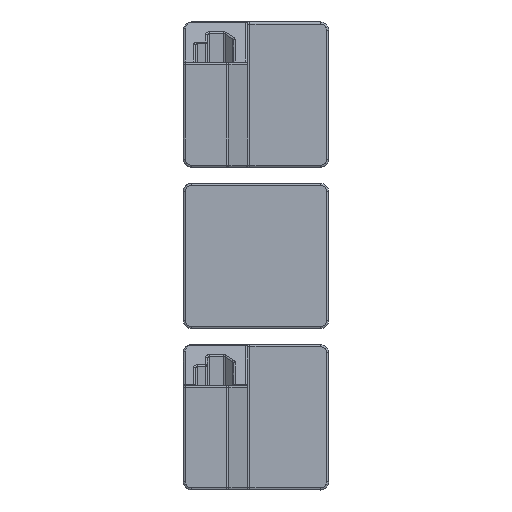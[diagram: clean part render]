
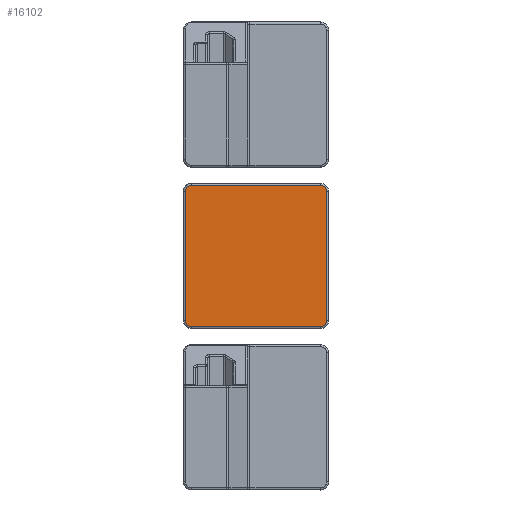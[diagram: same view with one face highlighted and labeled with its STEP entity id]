
A CAD part, left-side view. The second image highlights one B-rep face of the part: STEP entity #16102.
In plain terms, the highlighted planar face has unit normal (-1, 0, 0).
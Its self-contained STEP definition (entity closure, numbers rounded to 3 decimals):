
#195=PLANE('',#17276);
#391=LINE('',#25957,#1413);
#394=LINE('',#25972,#1416);
#395=LINE('',#25981,#1417);
#397=LINE('',#25993,#1419);
#1413=VECTOR('',#19815,10.);
#1416=VECTOR('',#19832,10.);
#1417=VECTOR('',#19845,10.);
#1419=VECTOR('',#19859,10.);
#3052=FACE_OUTER_BOUND('',#4156,.T.);
#4156=EDGE_LOOP('',(#10860,#10861,#10862,#10863,#10864,#10865,#10866,#10867));
#5306=CIRCLE('',#17234,0.75);
#5310=CIRCLE('',#17240,0.75);
#5314=CIRCLE('',#17246,0.75);
#5317=CIRCLE('',#17251,0.75);
#6747=VERTEX_POINT('',#25954);
#6748=VERTEX_POINT('',#25956);
#6750=VERTEX_POINT('',#25962);
#6752=VERTEX_POINT('',#25968);
#6754=VERTEX_POINT('',#25974);
#6755=VERTEX_POINT('',#25979);
#6756=VERTEX_POINT('',#25983);
#6758=VERTEX_POINT('',#25989);
#8200=EDGE_CURVE('',#6747,#6748,#391,.T.);
#8205=EDGE_CURVE('',#6748,#6750,#5306,.T.);
#8208=EDGE_CURVE('',#6750,#6752,#394,.T.);
#8211=EDGE_CURVE('',#6752,#6754,#5310,.T.);
#8213=EDGE_CURVE('',#6754,#6755,#395,.T.);
#8216=EDGE_CURVE('',#6755,#6756,#5314,.T.);
#8219=EDGE_CURVE('',#6756,#6758,#397,.T.);
#8221=EDGE_CURVE('',#6758,#6747,#5317,.T.);
#10860=ORIENTED_EDGE('',*,*,#8200,.F.);
#10861=ORIENTED_EDGE('',*,*,#8221,.F.);
#10862=ORIENTED_EDGE('',*,*,#8219,.F.);
#10863=ORIENTED_EDGE('',*,*,#8216,.F.);
#10864=ORIENTED_EDGE('',*,*,#8213,.F.);
#10865=ORIENTED_EDGE('',*,*,#8211,.F.);
#10866=ORIENTED_EDGE('',*,*,#8208,.F.);
#10867=ORIENTED_EDGE('',*,*,#8205,.F.);
#16102=ADVANCED_FACE('',(#3052),#195,.F.);
#17234=AXIS2_PLACEMENT_3D('',#25966,#19825,#19826);
#17240=AXIS2_PLACEMENT_3D('',#25977,#19839,#19840);
#17246=AXIS2_PLACEMENT_3D('',#25987,#19852,#19853);
#17251=AXIS2_PLACEMENT_3D('',#25996,#19864,#19865);
#17276=AXIS2_PLACEMENT_3D('',#26093,#19942,#19943);
#19815=DIRECTION('',(0.,0.,-1.));
#19825=DIRECTION('center_axis',(1.,0.,0.));
#19826=DIRECTION('ref_axis',(0.,-0.707,-0.707));
#19832=DIRECTION('',(0.,1.,0.));
#19839=DIRECTION('center_axis',(1.,0.,0.));
#19840=DIRECTION('ref_axis',(0.,0.707,-0.707));
#19845=DIRECTION('',(0.,0.,1.));
#19852=DIRECTION('center_axis',(1.,0.,0.));
#19853=DIRECTION('ref_axis',(0.,0.707,0.707));
#19859=DIRECTION('',(0.,-1.,0.));
#19864=DIRECTION('center_axis',(1.,0.,0.));
#19865=DIRECTION('ref_axis',(0.,-0.707,0.707));
#19942=DIRECTION('center_axis',(1.,0.,0.));
#19943=DIRECTION('ref_axis',(0.,0.,-1.));
#25954=CARTESIAN_POINT('',(0.,1.25,18.));
#25956=CARTESIAN_POINT('',(0.,1.25,2.));
#25957=CARTESIAN_POINT('',(0.,1.25,14.));
#25962=CARTESIAN_POINT('',(0.,2.,1.25));
#25966=CARTESIAN_POINT('Origin',(0.,2.,2.));
#25968=CARTESIAN_POINT('',(0.,18.,1.25));
#25972=CARTESIAN_POINT('',(0.,6.,1.25));
#25974=CARTESIAN_POINT('',(0.,18.75,2.));
#25977=CARTESIAN_POINT('Origin',(0.,18.,2.));
#25979=CARTESIAN_POINT('',(0.,18.75,18.));
#25981=CARTESIAN_POINT('',(0.,18.75,6.));
#25983=CARTESIAN_POINT('',(0.,18.,18.75));
#25987=CARTESIAN_POINT('Origin',(0.,18.,18.));
#25989=CARTESIAN_POINT('',(0.,2.,18.75));
#25993=CARTESIAN_POINT('',(0.,14.,18.75));
#25996=CARTESIAN_POINT('Origin',(0.,2.,18.));
#26093=CARTESIAN_POINT('Origin',(0.,10.,10.));
